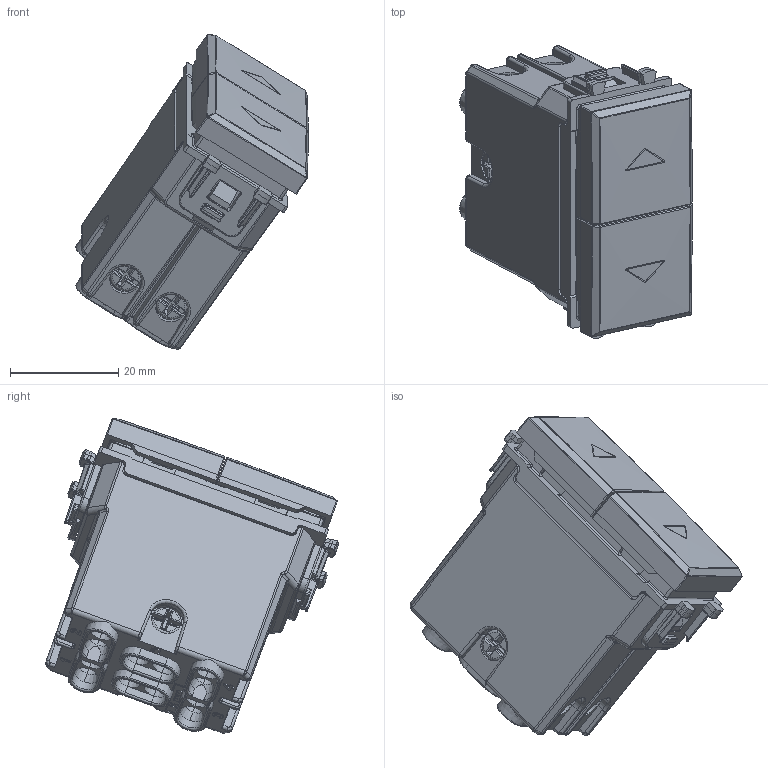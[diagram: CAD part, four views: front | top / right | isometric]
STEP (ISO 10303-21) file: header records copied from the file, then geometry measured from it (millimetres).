
FILE_DESCRIPTION(('CATIA V5 STEP Exchange'),'2;1');
FILE_NAME('445052.stp','2024-02-15T12:14:27+00:00',('none'),('none'),'CATIA Version 5-6 Release 2016 SP6','CATIA V5 STEP AP203','none');
FILE_SCHEMA(('CONFIG_CONTROL_DESIGN'));
Length unit declared in the file: millimetre
Products named in the file (1): 4452054
Assembly tree (25 placements, depth 2):
  4452054
    #57
    #38056  x4
    #39399  x6
    #41338  x2
    #44066
    #88911  x2
    #94035
    #104630  x6
    #105535  x2
Bounding box: 42.97 x 54.15 x 58.16 mm (x, y, z)
Volume: 21997 mm3; surface area: 34902.8 mm2
Topology: 29 solids, 29 shells, 3996 faces, 10886 edges, 6791 vertices
Faces by surface type: plane 1972, cylinder 1167, bspline 300, cone 263, torus 142, sphere 128, revolution 12, extrusion 12
Entity records: 110733 total; most frequent: CARTESIAN_POINT 43913, ORIENTED_EDGE 16344, DIRECTION 9623, EDGE_CURVE 8172, VERTEX_POINT 5139, VECTOR 4173, LINE 4163, AXIS2_PLACEMENT_3D 3266
